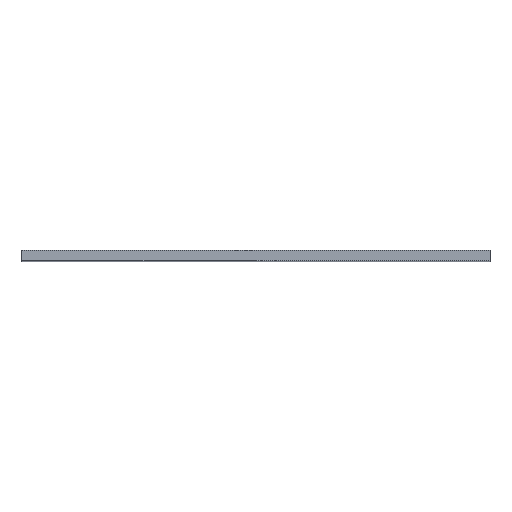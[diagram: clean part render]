
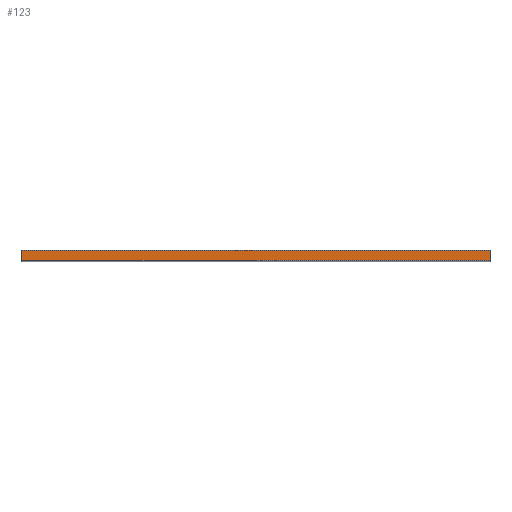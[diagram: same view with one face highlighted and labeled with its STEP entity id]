
A CAD part, top view. The second image highlights one B-rep face of the part: STEP entity #123.
In plain terms, the highlighted planar face has unit normal (0, 0, 1).
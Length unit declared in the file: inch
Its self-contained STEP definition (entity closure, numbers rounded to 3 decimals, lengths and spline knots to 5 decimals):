
#19 = EDGE_CURVE ( 'NONE', #296, #342, #695, .T. ) ;
#48 = LINE ( 'NONE', #712, #651 ) ;
#83 = ORIENTED_EDGE ( 'NONE', *, *, #19, .F. ) ;
#112 = PLANE ( 'NONE',  #541 ) ;
#113 = LINE ( 'NONE', #183, #130 ) ;
#123 = ADVANCED_FACE ( 'NONE', ( #131 ), #112, .T. ) ;
#130 = VECTOR ( 'NONE', #822, 39.37008 ) ;
#131 = FACE_OUTER_BOUND ( 'NONE', #258, .T. ) ;
#132 = EDGE_CURVE ( 'NONE', #663, #342, #48, .T. ) ;
#183 = CARTESIAN_POINT ( 'NONE',  ( -5.425, -0.25, 6.375 ) ) ;
#185 = CARTESIAN_POINT ( 'NONE',  ( 5.425, 0., 6.375 ) ) ;
#239 = LINE ( 'NONE', #634, #801 ) ;
#254 = DIRECTION ( 'NONE',  ( 1., 0., 0. ) ) ;
#258 = EDGE_LOOP ( 'NONE', ( #83, #679, #474, #738 ) ) ;
#290 = EDGE_CURVE ( 'NONE', #546, #663, #239, .T. ) ;
#296 = VERTEX_POINT ( 'NONE', #500 ) ;
#334 = VECTOR ( 'NONE', #631, 39.37008 ) ;
#342 = VERTEX_POINT ( 'NONE', #185 ) ;
#380 = CARTESIAN_POINT ( 'NONE',  ( 5.425, -0.25, 6.375 ) ) ;
#450 = EDGE_CURVE ( 'NONE', #546, #296, #113, .T. ) ;
#474 = ORIENTED_EDGE ( 'NONE', *, *, #290, .T. ) ;
#500 = CARTESIAN_POINT ( 'NONE',  ( -5.425, 0., 6.375 ) ) ;
#541 = AXIS2_PLACEMENT_3D ( 'NONE', #710, #636, #254 ) ;
#546 = VERTEX_POINT ( 'NONE', #664 ) ;
#578 = DIRECTION ( 'NONE',  ( 0., 1., 0. ) ) ;
#631 = DIRECTION ( 'NONE',  ( 1., 0., 0. ) ) ;
#634 = CARTESIAN_POINT ( 'NONE',  ( 5.425, -0.25, 6.375 ) ) ;
#636 = DIRECTION ( 'NONE',  ( 0., 0., 1. ) ) ;
#651 = VECTOR ( 'NONE', #578, 39.37008 ) ;
#663 = VERTEX_POINT ( 'NONE', #380 ) ;
#664 = CARTESIAN_POINT ( 'NONE',  ( -5.425, -0.25, 6.375 ) ) ;
#679 = ORIENTED_EDGE ( 'NONE', *, *, #450, .F. ) ;
#695 = LINE ( 'NONE', #818, #334 ) ;
#710 = CARTESIAN_POINT ( 'NONE',  ( 5.425, -0.25, 6.375 ) ) ;
#712 = CARTESIAN_POINT ( 'NONE',  ( 5.425, -0.25, 6.375 ) ) ;
#738 = ORIENTED_EDGE ( 'NONE', *, *, #132, .T. ) ;
#801 = VECTOR ( 'NONE', #817, 39.37008 ) ;
#817 = DIRECTION ( 'NONE',  ( 1., 0., 0. ) ) ;
#818 = CARTESIAN_POINT ( 'NONE',  ( 5.425, 0., 6.375 ) ) ;
#822 = DIRECTION ( 'NONE',  ( 0., 1., 0. ) ) ;
